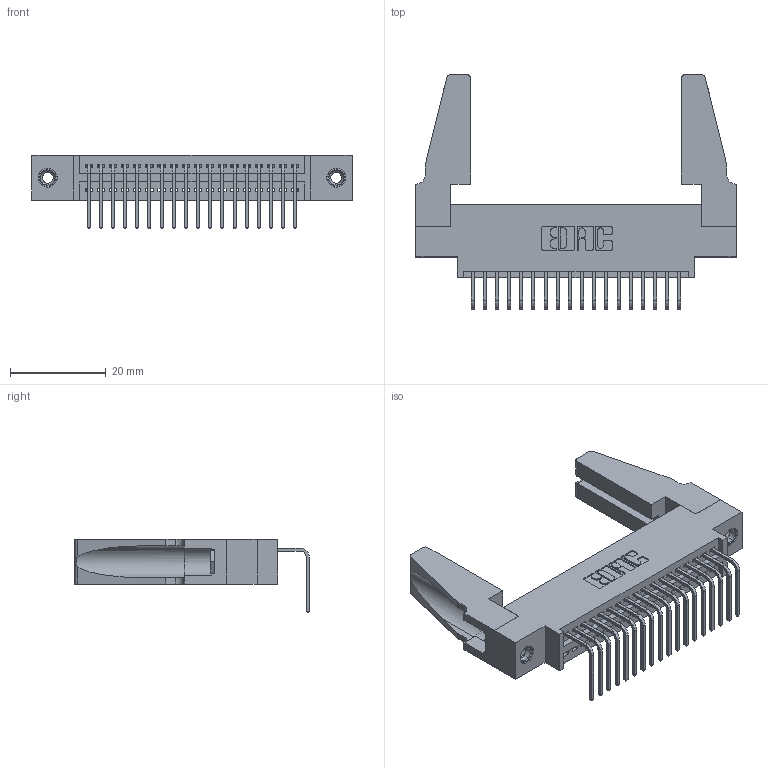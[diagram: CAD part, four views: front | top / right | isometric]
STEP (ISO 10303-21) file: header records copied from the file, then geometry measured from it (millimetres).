
FILE_DESCRIPTION (( 'STEP AP203' ), '1' );
FILE_NAME ('395-018-558-688.STEP', '2019-10-11T03:50:13', ( '' ), ( '' ), 'SwSTEP 2.0', 'SolidWorks 2016', '' );
FILE_SCHEMA (( 'CONFIG_CONTROL_DESIGN' ));
Length unit declared in the file: inch
Products named in the file (5): 345-220-078_345-220-088; 395-018-558-688; 345 Part_0.170 Offset - 0.156 Dia-TH; 345-292-001_558 Tail - 2; 345-250-001_345-250-001-102
Assembly tree (23 placements, depth 2):
  395-018-558-688
    345 Part_0.170 Offset - 0.156 Dia-TH
    345-292-001_558 Tail - 2  x18
    345-250-001_345-250-001-102  x2
    345-220-078_345-220-088  x2
Bounding box: 66.95 x 49.01 x 15.37 mm (x, y, z)
Volume: 9361.9 mm3; surface area: 11400.8 mm2
Topology: 23 solids, 23 shells, 1334 faces, 3943 edges, 2594 vertices
Faces by surface type: plane 912, cylinder 406, cone 12, torus 4
Entity records: 19142 total; most frequent: CARTESIAN_POINT 3308, ORIENTED_EDGE 3220, DIRECTION 2930, EDGE_CURVE 1610, LINE 1364, VECTOR 1364, VERTEX_POINT 1066, AXIS2_PLACEMENT_3D 783
